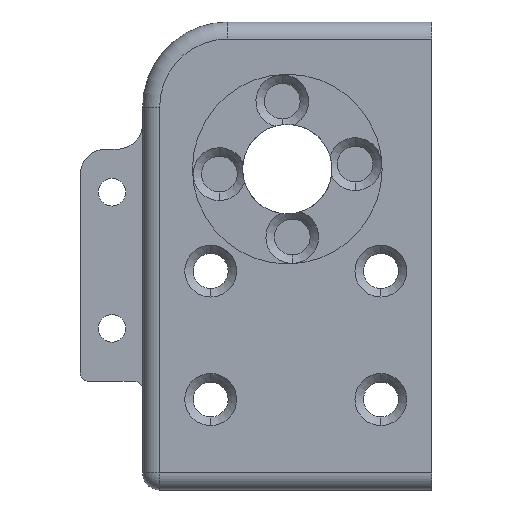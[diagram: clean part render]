
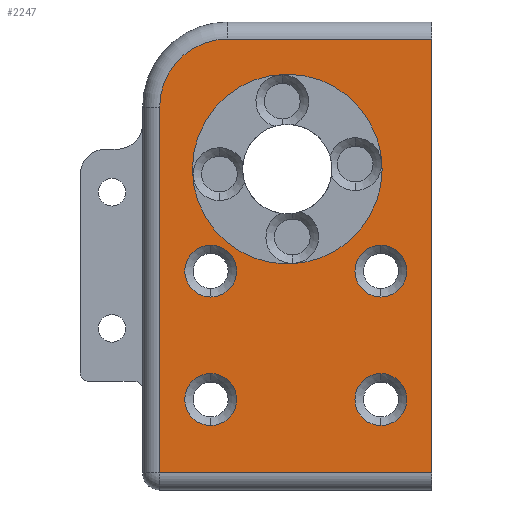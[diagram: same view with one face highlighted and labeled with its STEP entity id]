
A CAD part, front view. The second image highlights one B-rep face of the part: STEP entity #2247.
In plain terms, the highlighted planar face has unit normal (0, -1, 0).
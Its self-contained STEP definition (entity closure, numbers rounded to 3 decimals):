
#16 = CARTESIAN_POINT ( 'NONE',  ( 0., -15., 26.564 ) ) ;
#44 = EDGE_CURVE ( 'NONE', #676, #3241, #345, .T. ) ;
#99 = VECTOR ( 'NONE', #799, 1000. ) ;
#106 = DIRECTION ( 'NONE',  ( 0., 0., 1. ) ) ;
#111 = CARTESIAN_POINT ( 'NONE',  ( -9., -15., 13.68 ) ) ;
#127 = CARTESIAN_POINT ( 'NONE',  ( -9., -15., 25.73 ) ) ;
#135 = CARTESIAN_POINT ( 'NONE',  ( -7., -15., 45. ) ) ;
#189 = DIRECTION ( 'NONE',  ( 0., 0., 1. ) ) ;
#194 = EDGE_CURVE ( 'NONE', #3083, #1534, #3432, .T. ) ;
#212 = FACE_OUTER_BOUND ( 'NONE', #1113, .T. ) ;
#284 = DIRECTION ( 'NONE',  ( 0., 0., 1. ) ) ;
#286 = VECTOR ( 'NONE', #3551, 1000. ) ;
#309 = CARTESIAN_POINT ( 'NONE',  ( 11., -15., 10.63 ) ) ;
#319 = VERTEX_POINT ( 'NONE', #2546 ) ;
#342 = CARTESIAN_POINT ( 'NONE',  ( 17., -15., 2. ) ) ;
#345 = CIRCLE ( 'NONE', #2563, 3.05 ) ;
#351 = VERTEX_POINT ( 'NONE', #1616 ) ;
#374 = VERTEX_POINT ( 'NONE', #1389 ) ;
#385 = DIRECTION ( 'NONE',  ( 0., 1., 0. ) ) ;
#423 = DIRECTION ( 'NONE',  ( 0., 0., 1. ) ) ;
#470 = CARTESIAN_POINT ( 'NONE',  ( -9., -15., 10.63 ) ) ;
#481 = EDGE_CURVE ( 'NONE', #319, #351, #2006, .T. ) ;
#564 = LINE ( 'NONE', #3789, #286 ) ;
#623 = EDGE_CURVE ( 'NONE', #351, #1182, #878, .T. ) ;
#628 = ORIENTED_EDGE ( 'NONE', *, *, #3215, .T. ) ;
#635 = AXIS2_PLACEMENT_3D ( 'NONE', #2971, #3550, #189 ) ;
#676 = VERTEX_POINT ( 'NONE', #3660 ) ;
#697 = AXIS2_PLACEMENT_3D ( 'NONE', #2937, #2408, #3233 ) ;
#733 = EDGE_LOOP ( 'NONE', ( #3567, #2666 ) ) ;
#796 = CIRCLE ( 'NONE', #1173, 3.05 ) ;
#799 = DIRECTION ( 'NONE',  ( 0., 0., -1. ) ) ;
#810 = DIRECTION ( 'NONE',  ( 0., 1., 0. ) ) ;
#825 = FACE_BOUND ( 'NONE', #2868, .T. ) ;
#860 = FACE_BOUND ( 'NONE', #733, .T. ) ;
#878 = LINE ( 'NONE', #3338, #2683 ) ;
#899 = EDGE_CURVE ( 'NONE', #3796, #2684, #975, .T. ) ;
#913 = CARTESIAN_POINT ( 'NONE',  ( -7., -15., 53. ) ) ;
#957 = ORIENTED_EDGE ( 'NONE', *, *, #1700, .T. ) ;
#975 = CIRCLE ( 'NONE', #1584, 11.15 ) ;
#1001 = CIRCLE ( 'NONE', #1758, 11.15 ) ;
#1053 = CARTESIAN_POINT ( 'NONE',  ( 0., -15., 37.714 ) ) ;
#1113 = EDGE_LOOP ( 'NONE', ( #2633, #2282, #1907, #628, #957 ) ) ;
#1173 = AXIS2_PLACEMENT_3D ( 'NONE', #3746, #385, #106 ) ;
#1182 = VERTEX_POINT ( 'NONE', #342 ) ;
#1218 = ORIENTED_EDGE ( 'NONE', *, *, #1223, .T. ) ;
#1223 = EDGE_CURVE ( 'NONE', #3241, #676, #2376, .T. ) ;
#1237 = CARTESIAN_POINT ( 'NONE',  ( 11., -15., 13.68 ) ) ;
#1248 = EDGE_CURVE ( 'NONE', #374, #2155, #796, .T. ) ;
#1250 = ORIENTED_EDGE ( 'NONE', *, *, #44, .T. ) ;
#1321 = ORIENTED_EDGE ( 'NONE', *, *, #3631, .T. ) ;
#1369 = DIRECTION ( 'NONE',  ( 0., 1., 0. ) ) ;
#1389 = CARTESIAN_POINT ( 'NONE',  ( 11., -15., 28.78 ) ) ;
#1420 = DIRECTION ( 'NONE',  ( 0., 0., -1. ) ) ;
#1488 = CIRCLE ( 'NONE', #2312, 3.05 ) ;
#1534 = VERTEX_POINT ( 'NONE', #1237 ) ;
#1552 = DIRECTION ( 'NONE',  ( 0., 1., 0. ) ) ;
#1562 = AXIS2_PLACEMENT_3D ( 'NONE', #135, #2901, #3466 ) ;
#1584 = AXIS2_PLACEMENT_3D ( 'NONE', #1053, #2300, #1420 ) ;
#1587 = EDGE_LOOP ( 'NONE', ( #1864, #2865 ) ) ;
#1616 = CARTESIAN_POINT ( 'NONE',  ( -15., -15., 2. ) ) ;
#1700 = EDGE_CURVE ( 'NONE', #3816, #319, #3320, .T. ) ;
#1716 = CIRCLE ( 'NONE', #635, 3.05 ) ;
#1720 = EDGE_CURVE ( 'NONE', #2554, #2057, #2632, .T. ) ;
#1758 = AXIS2_PLACEMENT_3D ( 'NONE', #3790, #3772, #2603 ) ;
#1771 = DIRECTION ( 'NONE',  ( 1., 0., 0. ) ) ;
#1797 = DIRECTION ( 'NONE',  ( 0., 0., 1. ) ) ;
#1819 = EDGE_LOOP ( 'NONE', ( #2103, #1824 ) ) ;
#1824 = ORIENTED_EDGE ( 'NONE', *, *, #3170, .T. ) ;
#1864 = ORIENTED_EDGE ( 'NONE', *, *, #899, .F. ) ;
#1907 = ORIENTED_EDGE ( 'NONE', *, *, #2968, .F. ) ;
#1919 = CARTESIAN_POINT ( 'NONE',  ( 11., -15., 10.63 ) ) ;
#2006 = LINE ( 'NONE', #2306, #99 ) ;
#2028 = FACE_BOUND ( 'NONE', #1819, .T. ) ;
#2057 = VERTEX_POINT ( 'NONE', #111 ) ;
#2067 = FACE_BOUND ( 'NONE', #3759, .T. ) ;
#2074 = EDGE_CURVE ( 'NONE', #2684, #3796, #1001, .T. ) ;
#2103 = ORIENTED_EDGE ( 'NONE', *, *, #194, .T. ) ;
#2155 = VERTEX_POINT ( 'NONE', #3193 ) ;
#2182 = CARTESIAN_POINT ( 'NONE',  ( -9., -15., 25.73 ) ) ;
#2207 = CARTESIAN_POINT ( 'NONE',  ( -9., -15., 7.58 ) ) ;
#2247 = ADVANCED_FACE ( 'NONE', ( #825, #2028, #2067, #860, #3246, #212 ), #2931, .F. ) ;
#2282 = ORIENTED_EDGE ( 'NONE', *, *, #623, .T. ) ;
#2300 = DIRECTION ( 'NONE',  ( 0., -1., 0. ) ) ;
#2306 = CARTESIAN_POINT ( 'NONE',  ( -15., -15., 55. ) ) ;
#2312 = AXIS2_PLACEMENT_3D ( 'NONE', #1919, #3121, #3720 ) ;
#2343 = CIRCLE ( 'NONE', #697, 3.05 ) ;
#2376 = CIRCLE ( 'NONE', #3444, 3.05 ) ;
#2408 = DIRECTION ( 'NONE',  ( 0., 1., 0. ) ) ;
#2444 = AXIS2_PLACEMENT_3D ( 'NONE', #470, #810, #2589 ) ;
#2546 = CARTESIAN_POINT ( 'NONE',  ( -15., -15., 45. ) ) ;
#2554 = VERTEX_POINT ( 'NONE', #2207 ) ;
#2563 = AXIS2_PLACEMENT_3D ( 'NONE', #2182, #3685, #423 ) ;
#2589 = DIRECTION ( 'NONE',  ( 0., 0., 1. ) ) ;
#2603 = DIRECTION ( 'NONE',  ( 0., 0., -1. ) ) ;
#2632 = CIRCLE ( 'NONE', #2444, 3.05 ) ;
#2633 = ORIENTED_EDGE ( 'NONE', *, *, #481, .T. ) ;
#2636 = AXIS2_PLACEMENT_3D ( 'NONE', #3229, #2955, #284 ) ;
#2666 = ORIENTED_EDGE ( 'NONE', *, *, #3396, .T. ) ;
#2683 = VECTOR ( 'NONE', #1771, 1000. ) ;
#2684 = VERTEX_POINT ( 'NONE', #2926 ) ;
#2836 = DIRECTION ( 'NONE',  ( 0., 0., 1. ) ) ;
#2865 = ORIENTED_EDGE ( 'NONE', *, *, #2074, .F. ) ;
#2868 = EDGE_LOOP ( 'NONE', ( #1321, #2921 ) ) ;
#2884 = LINE ( 'NONE', #3217, #3836 ) ;
#2901 = DIRECTION ( 'NONE',  ( 0., -1., 0. ) ) ;
#2921 = ORIENTED_EDGE ( 'NONE', *, *, #1248, .T. ) ;
#2926 = CARTESIAN_POINT ( 'NONE',  ( 0., -15., 48.864 ) ) ;
#2931 = PLANE ( 'NONE',  #2636 ) ;
#2937 = CARTESIAN_POINT ( 'NONE',  ( -9., -15., 10.63 ) ) ;
#2955 = DIRECTION ( 'NONE',  ( 0., 1., 0. ) ) ;
#2968 = EDGE_CURVE ( 'NONE', #3143, #1182, #564, .T. ) ;
#2971 = CARTESIAN_POINT ( 'NONE',  ( 11., -15., 25.73 ) ) ;
#3083 = VERTEX_POINT ( 'NONE', #3700 ) ;
#3121 = DIRECTION ( 'NONE',  ( 0., 1., 0. ) ) ;
#3142 = DIRECTION ( 'NONE',  ( -1., 0., 0. ) ) ;
#3143 = VERTEX_POINT ( 'NONE', #3412 ) ;
#3170 = EDGE_CURVE ( 'NONE', #1534, #3083, #1488, .T. ) ;
#3184 = AXIS2_PLACEMENT_3D ( 'NONE', #309, #1552, #1797 ) ;
#3193 = CARTESIAN_POINT ( 'NONE',  ( 11., -15., 22.68 ) ) ;
#3198 = CARTESIAN_POINT ( 'NONE',  ( -9., -15., 28.78 ) ) ;
#3215 = EDGE_CURVE ( 'NONE', #3143, #3816, #2884, .T. ) ;
#3217 = CARTESIAN_POINT ( 'NONE',  ( -7., -15., 53. ) ) ;
#3229 = CARTESIAN_POINT ( 'NONE',  ( 17., -15., 55. ) ) ;
#3233 = DIRECTION ( 'NONE',  ( 0., 0., 1. ) ) ;
#3241 = VERTEX_POINT ( 'NONE', #3198 ) ;
#3246 = FACE_BOUND ( 'NONE', #1587, .T. ) ;
#3320 = CIRCLE ( 'NONE', #1562, 8. ) ;
#3338 = CARTESIAN_POINT ( 'NONE',  ( 17., -15., 2. ) ) ;
#3396 = EDGE_CURVE ( 'NONE', #2057, #2554, #2343, .T. ) ;
#3412 = CARTESIAN_POINT ( 'NONE',  ( 17., -15., 53. ) ) ;
#3432 = CIRCLE ( 'NONE', #3184, 3.05 ) ;
#3444 = AXIS2_PLACEMENT_3D ( 'NONE', #127, #1369, #2836 ) ;
#3466 = DIRECTION ( 'NONE',  ( 0., 0., 1. ) ) ;
#3550 = DIRECTION ( 'NONE',  ( 0., 1., 0. ) ) ;
#3551 = DIRECTION ( 'NONE',  ( 0., 0., -1. ) ) ;
#3567 = ORIENTED_EDGE ( 'NONE', *, *, #1720, .T. ) ;
#3631 = EDGE_CURVE ( 'NONE', #2155, #374, #1716, .T. ) ;
#3660 = CARTESIAN_POINT ( 'NONE',  ( -9., -15., 22.68 ) ) ;
#3685 = DIRECTION ( 'NONE',  ( 0., 1., 0. ) ) ;
#3700 = CARTESIAN_POINT ( 'NONE',  ( 11., -15., 7.58 ) ) ;
#3720 = DIRECTION ( 'NONE',  ( 0., 0., 1. ) ) ;
#3746 = CARTESIAN_POINT ( 'NONE',  ( 11., -15., 25.73 ) ) ;
#3759 = EDGE_LOOP ( 'NONE', ( #1250, #1218 ) ) ;
#3772 = DIRECTION ( 'NONE',  ( 0., -1., 0. ) ) ;
#3789 = CARTESIAN_POINT ( 'NONE',  ( 17., -15., 55. ) ) ;
#3790 = CARTESIAN_POINT ( 'NONE',  ( 0., -15., 37.714 ) ) ;
#3796 = VERTEX_POINT ( 'NONE', #16 ) ;
#3816 = VERTEX_POINT ( 'NONE', #913 ) ;
#3836 = VECTOR ( 'NONE', #3142, 1000. ) ;
